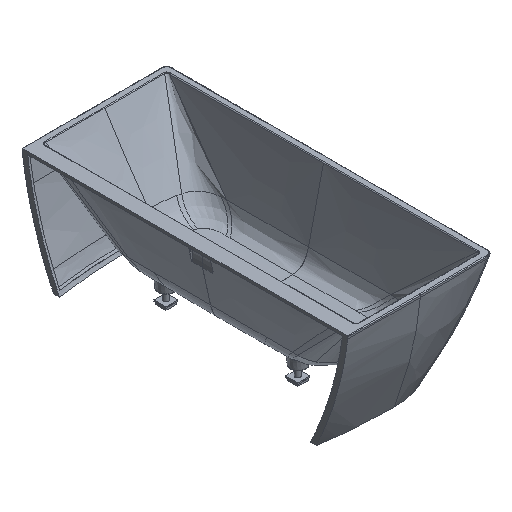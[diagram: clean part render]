
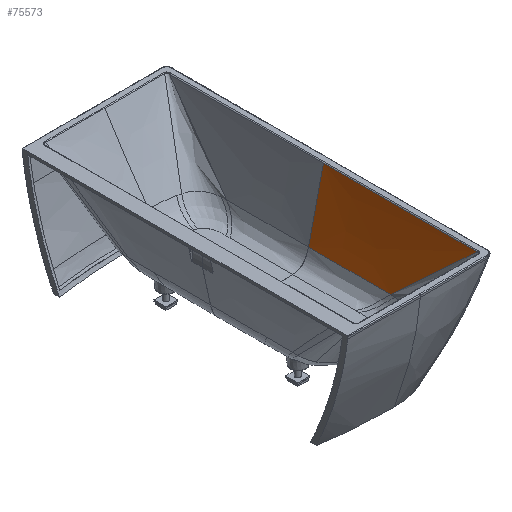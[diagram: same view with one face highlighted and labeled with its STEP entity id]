
A CAD part, isometric view. The second image highlights one B-rep face of the part: STEP entity #75573.
In plain terms, the highlighted free-form (B-spline) face has degree [5, 5] with [6, 6] control points.
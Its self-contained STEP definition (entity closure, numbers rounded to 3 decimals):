
#69173=CARTESIAN_POINT('',(364.227,0.261,605.937));
#69174=VERTEX_POINT('',#69173);
#69175=CARTESIAN_POINT('',(364.227,-848.543,605.937));
#69176=VERTEX_POINT('',#69175);
#69177=CARTESIAN_POINT('',(364.227,-848.543,605.937));
#69178=DIRECTION('',(0.,1.0,0.0));
#69179=VECTOR('',#69178,848.804);
#69180=LINE('',#69177,#69179);
#69181=EDGE_CURVE('',#69174,#69176,#69180,.F.);
#75462=CARTESIAN_POINT('',(364.227,-848.543,605.937));
#75463=CARTESIAN_POINT('',(364.227,-678.782,605.937));
#75464=CARTESIAN_POINT('',(364.227,-509.022,605.937));
#75465=CARTESIAN_POINT('',(364.227,-339.261,605.937));
#75466=CARTESIAN_POINT('',(364.227,-169.5,605.937));
#75467=CARTESIAN_POINT('',(364.227,0.261,605.937));
#75468=CARTESIAN_POINT('',(350.345,-848.543,533.158));
#75469=CARTESIAN_POINT('',(350.333,-678.782,533.161));
#75470=CARTESIAN_POINT('',(350.308,-509.022,533.166));
#75471=CARTESIAN_POINT('',(350.287,-339.261,533.171));
#75472=CARTESIAN_POINT('',(350.277,-169.5,533.174));
#75473=CARTESIAN_POINT('',(350.277,0.261,533.173));
#75474=CARTESIAN_POINT('',(335.18,-848.543,460.673));
#75475=CARTESIAN_POINT('',(335.159,-678.782,460.678));
#75476=CARTESIAN_POINT('',(335.122,-509.022,460.687));
#75477=CARTESIAN_POINT('',(335.09,-339.261,460.694));
#75478=CARTESIAN_POINT('',(335.074,-169.5,460.698));
#75479=CARTESIAN_POINT('',(335.074,0.261,460.698));
#75480=CARTESIAN_POINT('',(318.729,-848.543,388.484));
#75481=CARTESIAN_POINT('',(318.717,-678.782,388.487));
#75482=CARTESIAN_POINT('',(318.676,-509.022,388.496));
#75483=CARTESIAN_POINT('',(318.638,-339.261,388.505));
#75484=CARTESIAN_POINT('',(318.619,-169.5,388.509));
#75485=CARTESIAN_POINT('',(318.619,0.261,388.509));
#75486=CARTESIAN_POINT('',(300.997,-848.543,316.588));
#75487=CARTESIAN_POINT('',(300.971,-678.782,316.594));
#75488=CARTESIAN_POINT('',(300.939,-509.022,316.601));
#75489=CARTESIAN_POINT('',(300.915,-339.261,316.607));
#75490=CARTESIAN_POINT('',(300.903,-169.5,316.61));
#75491=CARTESIAN_POINT('',(300.903,0.261,316.609));
#75492=CARTESIAN_POINT('',(281.979,-848.543,244.987));
#75493=CARTESIAN_POINT('',(281.927,-678.782,244.999));
#75494=CARTESIAN_POINT('',(281.917,-509.022,245.001));
#75495=CARTESIAN_POINT('',(281.921,-339.261,245.));
#75496=CARTESIAN_POINT('',(281.923,-169.5,245.));
#75497=CARTESIAN_POINT('',(281.923,0.261,245.));
#75498=B_SPLINE_SURFACE_WITH_KNOTS('',5,5,((#75462,#75468,#75474,#75480,#75486,#75492),(#75463,#75469,#75475,#75481,#75487,#75493),(#75464,#75470,#75476,#75482,#75488,#75494),(#75465,#75471,#75477,#75483,#75489,#75495),(#75466,#75472,#75478,#75484,#75490,#75496),(#75467,#75473,#75479,#75485,#75491,#75497)),.UNSPECIFIED.,.F.,.F.,.U.,(6,6),(6,6),(-848.543,0.26),(-222.394,147.927),.UNSPECIFIED.);
#75499=CARTESIAN_POINT('',(281.924,-452.602,245.));
#75500=VERTEX_POINT('',#75499);
#75501=CARTESIAN_POINT('',(364.227,-848.543,605.937));
#75502=CARTESIAN_POINT('',(363.13,-842.234,600.185));
#75503=CARTESIAN_POINT('',(362.026,-835.944,594.452));
#75504=CARTESIAN_POINT('',(360.913,-829.66,588.723));
#75505=CARTESIAN_POINT('',(359.78,-823.261,582.89));
#75506=CARTESIAN_POINT('',(358.703,-817.235,577.397));
#75507=CARTESIAN_POINT('',(357.552,-810.848,571.575));
#75508=CARTESIAN_POINT('',(356.431,-804.63,565.906));
#75509=CARTESIAN_POINT('',(355.275,-798.278,560.116));
#75510=CARTESIAN_POINT('',(354.136,-792.07,554.457));
#75511=CARTESIAN_POINT('',(353.041,-786.101,549.016));
#75512=CARTESIAN_POINT('',(351.768,-779.228,542.75));
#75513=CARTESIAN_POINT('',(350.654,-773.263,537.313));
#75514=CARTESIAN_POINT('',(349.485,-767.001,531.604));
#75515=CARTESIAN_POINT('',(348.306,-760.743,525.899));
#75516=CARTESIAN_POINT('',(347.119,-754.49,520.199));
#75517=CARTESIAN_POINT('',(344.738,-741.956,508.773));
#75518=CARTESIAN_POINT('',(342.322,-729.446,497.369));
#75519=CARTESIAN_POINT('',(339.865,-716.939,485.967));
#75520=CARTESIAN_POINT('',(337.441,-704.592,474.712));
#75521=CARTESIAN_POINT('',(334.872,-691.721,462.979));
#75522=CARTESIAN_POINT('',(332.371,-679.395,451.743));
#75523=CARTESIAN_POINT('',(329.857,-666.999,440.442));
#75524=CARTESIAN_POINT('',(327.231,-654.255,428.826));
#75525=CARTESIAN_POINT('',(324.644,-641.895,417.558));
#75526=CARTESIAN_POINT('',(321.986,-629.195,405.981));
#75527=CARTESIAN_POINT('',(319.411,-617.083,394.94));
#75528=CARTESIAN_POINT('',(316.677,-604.413,383.39));
#75529=CARTESIAN_POINT('',(315.329,-598.165,377.694));
#75530=CARTESIAN_POINT('',(313.971,-591.918,371.999));
#75531=CARTESIAN_POINT('',(312.603,-585.673,366.306));
#75532=CARTESIAN_POINT('',(309.896,-573.313,355.039));
#75533=CARTESIAN_POINT('',(307.059,-560.55,343.405));
#75534=CARTESIAN_POINT('',(304.276,-548.206,332.152));
#75535=CARTESIAN_POINT('',(300.072,-529.566,315.159));
#75536=CARTESIAN_POINT('',(295.719,-510.674,297.938));
#75537=CARTESIAN_POINT('',(291.352,-492.109,281.014));
#75538=CARTESIAN_POINT('',(288.249,-478.918,268.99));
#75539=CARTESIAN_POINT('',(285.106,-465.749,256.985));
#75540=CARTESIAN_POINT('',(281.924,-452.602,245.));
#75541=B_SPLINE_CURVE_WITH_KNOTS('',3,(#75501,#75502,#75503,#75504,#75505,#75506,#75507,#75508,#75509,#75510,#75511,#75512,#75513,#75514,#75515,#75516,#75517,#75518,#75519,#75520,#75521,#75522,#75523,#75524,#75525,#75526,#75527,#75528,#75529,#75530,#75531,#75532,#75533,#75534,#75535,#75536,#75537,#75538,#75539,#75540),.UNSPECIFIED.,.F.,.U.,(4,3,3,3,3,3,3,3,3,3,3,3,3,4),(0.,36.086,72.83,108.604,143.003,179.119,251.521,322.992,394.868,468.722,505.145,577.226,686.074,763.415),.UNSPECIFIED.);
#75542=EDGE_CURVE('',#69176,#75500,#75541,.T.);
#75543=ORIENTED_EDGE('',*,*,#75542,.F.);
#75544=ORIENTED_EDGE('',*,*,#69181,.F.);
#75545=CARTESIAN_POINT('',(281.923,0.261,245.));
#75546=VERTEX_POINT('',#75545);
#75547=CARTESIAN_POINT('',(364.227,0.261,605.937));
#75548=CARTESIAN_POINT('',(350.277,0.261,533.174));
#75549=CARTESIAN_POINT('',(335.074,0.261,460.698));
#75550=CARTESIAN_POINT('',(318.619,0.261,388.509));
#75551=CARTESIAN_POINT('',(300.903,0.261,316.61));
#75552=CARTESIAN_POINT('',(281.923,0.261,245.));
#75553=B_SPLINE_CURVE_WITH_KNOTS('',5,(#75547,#75548,#75549,#75550,#75551,#75552),.UNSPECIFIED.,.F.,.U.,(6,6),(-222.394,147.927),.UNSPECIFIED.);
#75554=EDGE_CURVE('',#69174,#75546,#75553,.T.);
#75555=ORIENTED_EDGE('',*,*,#75554,.T.);
#75556=CARTESIAN_POINT('',(281.923,0.,245.));
#75557=VERTEX_POINT('',#75556);
#75558=CARTESIAN_POINT('',(281.923,0.,245.));
#75559=DIRECTION('',(0.,1.,0.));
#75560=VECTOR('',#75559,0.261);
#75561=LINE('',#75558,#75560);
#75562=EDGE_CURVE('',#75557,#75546,#75561,.T.);
#75563=ORIENTED_EDGE('',*,*,#75562,.F.);
#75564=CARTESIAN_POINT('',(281.924,-452.602,245.));
#75565=CARTESIAN_POINT('',(281.919,-301.735,245.001));
#75566=CARTESIAN_POINT('',(281.923,-150.867,245.));
#75567=CARTESIAN_POINT('',(281.923,0.,245.));
#75568=B_SPLINE_CURVE_WITH_KNOTS('',3,(#75564,#75565,#75566,#75567),.UNSPECIFIED.,.F.,.U.,(4,4),(-452.602,0.),.UNSPECIFIED.);
#75569=EDGE_CURVE('',#75557,#75500,#75568,.F.);
#75570=ORIENTED_EDGE('',*,*,#75569,.T.);
#75571=EDGE_LOOP('',(#75543,#75544,#75555,#75563,#75570));
#75572=FACE_OUTER_BOUND('',#75571,.T.);
#75573=ADVANCED_FACE('',(#75572),#75498,.T.);
